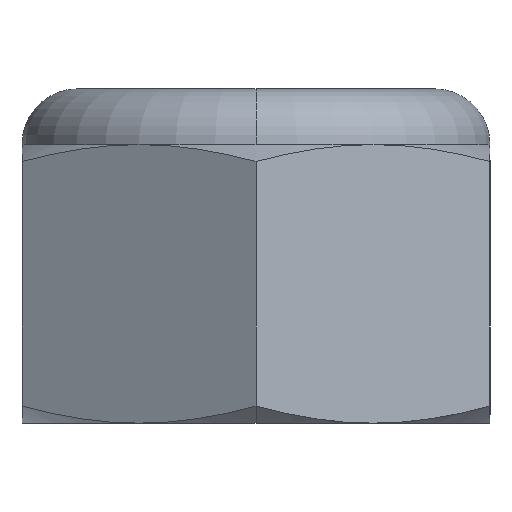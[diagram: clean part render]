
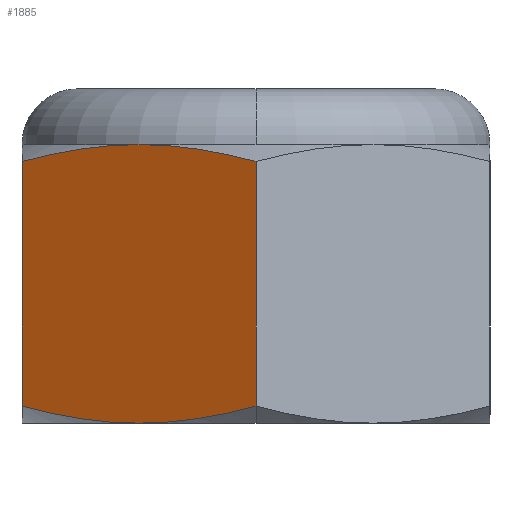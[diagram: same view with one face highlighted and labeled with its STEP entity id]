
A CAD part, front view. The second image highlights one B-rep face of the part: STEP entity #1885.
In plain terms, the highlighted planar face has unit normal (-0.5, -0.866, 0).
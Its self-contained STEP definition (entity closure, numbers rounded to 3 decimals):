
#44 = B_SPLINE_CURVE_WITH_KNOTS ( 'NONE', 3,
 ( #1921, #1292, #874, #693 ),
 .UNSPECIFIED., .F., .F.,
 ( 4, 4 ),
 ( 0., 0.002 ),
 .UNSPECIFIED. ) ;
#68 = VERTEX_POINT ( 'NONE', #263 ) ;
#79 = ORIENTED_EDGE ( 'NONE', *, *, #546, .F. ) ;
#120 = EDGE_CURVE ( 'NONE', #306, #68, #44, .T. ) ;
#178 = B_SPLINE_CURVE_WITH_KNOTS ( 'NONE', 3,
 ( #430, #1620, #1631, #1438 ),
 .UNSPECIFIED., .F., .F.,
 ( 4, 4 ),
 ( 0., 0.002 ),
 .UNSPECIFIED. ) ;
#263 = CARTESIAN_POINT ( 'NONE',  ( -1.75, -3.031, 1.667 ) ) ;
#306 = VERTEX_POINT ( 'NONE', #828 ) ;
#332 = CARTESIAN_POINT ( 'NONE',  ( -1.75, -3.031, 1.667 ) ) ;
#430 = CARTESIAN_POINT ( 'NONE',  ( 0., -4.041, -2.248 ) ) ;
#441 = CARTESIAN_POINT ( 'NONE',  ( -1.75, -3.031, -2.5 ) ) ;
#443 = B_SPLINE_CURVE_WITH_KNOTS ( 'NONE', 3,
 ( #667, #1652, #1853, #860, #840, #2456 ),
 .UNSPECIFIED., .F., .F.,
 ( 4, 2, 4 ),
 ( 0.002, 0.003, 0.004 ),
 .UNSPECIFIED. ) ;
#459 = CARTESIAN_POINT ( 'NONE',  ( -3.5, -2.021, -2.248 ) ) ;
#546 = EDGE_CURVE ( 'NONE', #1539, #2144, #443, .T. ) ;
#554 = ORIENTED_EDGE ( 'NONE', *, *, #1297, .T. ) ;
#556 = CARTESIAN_POINT ( 'NONE',  ( -1.165, -3.369, 1.644 ) ) ;
#621 = VECTOR ( 'NONE', #1815, 1000. ) ;
#630 = DIRECTION ( 'NONE',  ( -0.866, 0.5, 0. ) ) ;
#667 = CARTESIAN_POINT ( 'NONE',  ( -1.75, -3.031, -2.5 ) ) ;
#693 = CARTESIAN_POINT ( 'NONE',  ( -1.75, -3.031, 1.667 ) ) ;
#800 = CARTESIAN_POINT ( 'NONE',  ( -3.5, -2.021, -13.193 ) ) ;
#805 = CARTESIAN_POINT ( 'NONE',  ( 0., -4.041, -13.193 ) ) ;
#828 = CARTESIAN_POINT ( 'NONE',  ( -3.5, -2.021, 1.414 ) ) ;
#840 = CARTESIAN_POINT ( 'NONE',  ( -3.212, -2.187, -2.325 ) ) ;
#860 = CARTESIAN_POINT ( 'NONE',  ( -2.922, -2.355, -2.389 ) ) ;
#874 = CARTESIAN_POINT ( 'NONE',  ( -2.338, -2.692, 1.667 ) ) ;
#956 = CARTESIAN_POINT ( 'NONE',  ( 0., -4.041, 1.414 ) ) ;
#1023 = ORIENTED_EDGE ( 'NONE', *, *, #2455, .F. ) ;
#1129 = ORIENTED_EDGE ( 'NONE', *, *, #1836, .F. ) ;
#1214 = VERTEX_POINT ( 'NONE', #2333 ) ;
#1292 = CARTESIAN_POINT ( 'NONE',  ( -2.921, -2.355, 1.57 ) ) ;
#1297 = EDGE_CURVE ( 'NONE', #1214, #1644, #1826, .T. ) ;
#1438 = CARTESIAN_POINT ( 'NONE',  ( -1.75, -3.031, -2.5 ) ) ;
#1500 = DIRECTION ( 'NONE',  ( 0., 0., 1. ) ) ;
#1539 = VERTEX_POINT ( 'NONE', #441 ) ;
#1550 = ORIENTED_EDGE ( 'NONE', *, *, #120, .F. ) ;
#1620 = CARTESIAN_POINT ( 'NONE',  ( -0.579, -3.707, -2.403 ) ) ;
#1631 = CARTESIAN_POINT ( 'NONE',  ( -1.162, -3.371, -2.5 ) ) ;
#1644 = VERTEX_POINT ( 'NONE', #2588 ) ;
#1652 = CARTESIAN_POINT ( 'NONE',  ( -2.041, -2.863, -2.5 ) ) ;
#1686 = AXIS2_PLACEMENT_3D ( 'NONE', #805, #1838, #630 ) ;
#1784 = CARTESIAN_POINT ( 'NONE',  ( -0.578, -3.708, 1.556 ) ) ;
#1791 = LINE ( 'NONE', #800, #621 ) ;
#1815 = DIRECTION ( 'NONE',  ( 0., 0., 1. ) ) ;
#1816 = B_SPLINE_CURVE_WITH_KNOTS ( 'NONE', 3,
 ( #332, #2354, #556, #1784, #2173, #956 ),
 .UNSPECIFIED., .F., .F.,
 ( 4, 2, 4 ),
 ( 0.002, 0.003, 0.004 ),
 .UNSPECIFIED. ) ;
#1826 = LINE ( 'NONE', #2498, #2263 ) ;
#1836 = EDGE_CURVE ( 'NONE', #1214, #1539, #178, .T. ) ;
#1838 = DIRECTION ( 'NONE',  ( 0.5, 0.866, 0. ) ) ;
#1853 = CARTESIAN_POINT ( 'NONE',  ( -2.335, -2.693, -2.477 ) ) ;
#1885 = ADVANCED_FACE ( 'NONE', ( #2074 ), #2420, .F. ) ;
#1913 = ORIENTED_EDGE ( 'NONE', *, *, #2541, .F. ) ;
#1921 = CARTESIAN_POINT ( 'NONE',  ( -3.5, -2.021, 1.414 ) ) ;
#2074 = FACE_OUTER_BOUND ( 'NONE', #2444, .T. ) ;
#2144 = VERTEX_POINT ( 'NONE', #459 ) ;
#2173 = CARTESIAN_POINT ( 'NONE',  ( -0.288, -3.875, 1.492 ) ) ;
#2263 = VECTOR ( 'NONE', #1500, 1000. ) ;
#2333 = CARTESIAN_POINT ( 'NONE',  ( 0., -4.041, -2.248 ) ) ;
#2354 = CARTESIAN_POINT ( 'NONE',  ( -1.459, -3.199, 1.667 ) ) ;
#2420 = PLANE ( 'NONE',  #1686 ) ;
#2444 = EDGE_LOOP ( 'NONE', ( #1129, #554, #1023, #1550, #1913, #79 ) ) ;
#2455 = EDGE_CURVE ( 'NONE', #68, #1644, #1816, .T. ) ;
#2456 = CARTESIAN_POINT ( 'NONE',  ( -3.5, -2.021, -2.248 ) ) ;
#2498 = CARTESIAN_POINT ( 'NONE',  ( 0., -4.041, -13.193 ) ) ;
#2541 = EDGE_CURVE ( 'NONE', #2144, #306, #1791, .T. ) ;
#2588 = CARTESIAN_POINT ( 'NONE',  ( 0., -4.041, 1.414 ) ) ;
